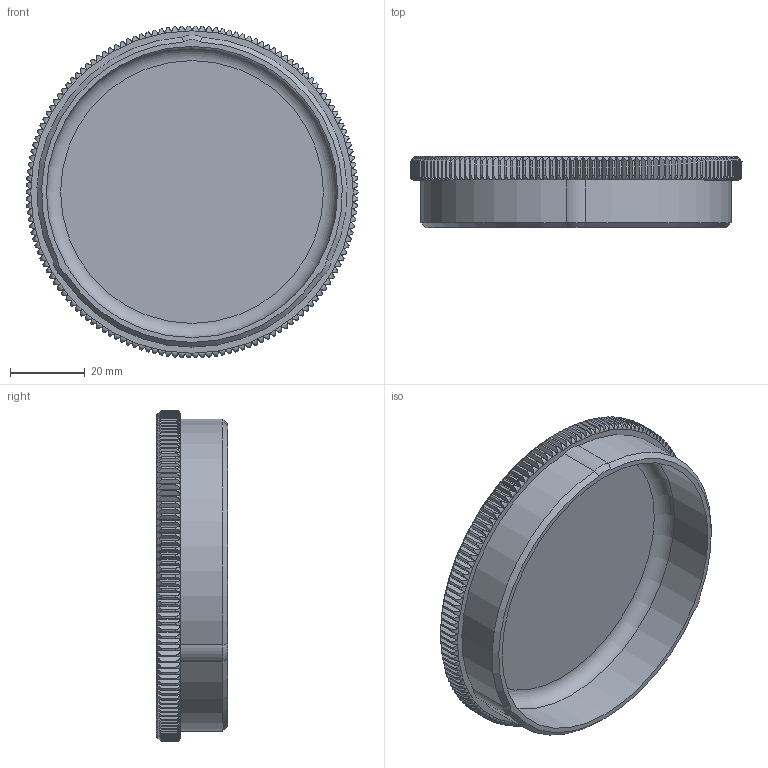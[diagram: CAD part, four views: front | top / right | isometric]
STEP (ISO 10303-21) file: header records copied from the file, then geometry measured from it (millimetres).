
FILE_DESCRIPTION(/* description */ (''),/* implementation_level */ '2;1');
FILE_NAME(/* name */ 'Lid.step',/* time_stamp */ '2022-01-04T08:34:59-08:00',/* author */ (''),/* organization */ (''),/* preprocessor_version */ 'ST-DEVELOPER v18.1',/* originating_system */ 'Autodesk Translation Framework v10.10.0.1391',/* authorisation */ '');
FILE_SCHEMA (('AUTOMOTIVE_DESIGN { 1 0 10303 214 3 1 1 }'));
Length unit declared in the file: inch
Products named in the file (1): Lid
Bounding box: 88.9 x 19.05 x 88.89 mm (x, y, z)
Volume: 28914 mm3; surface area: 21604.9 mm2
Topology: 1 solids, 1 shells, 485 faces, 1427 edges, 949 vertices
Faces by surface type: plane 319, cylinder 157, cone 7, torus 2
Full cylindrical faces by diameter (mm): 77.978 x1
Entity records: 17953 total; most frequent: CARTESIAN_POINT 6180, ORIENTED_EDGE 2854, DIRECTION 2120, EDGE_CURVE 1427, VERTEX_POINT 949, AXIS2_PLACEMENT_3D 813, LINE 494, VECTOR 494
